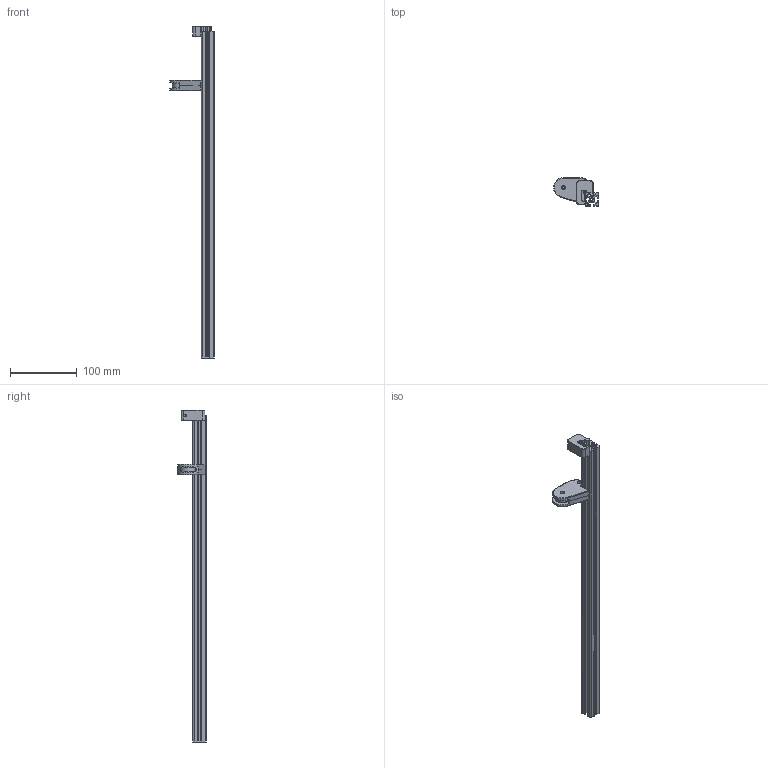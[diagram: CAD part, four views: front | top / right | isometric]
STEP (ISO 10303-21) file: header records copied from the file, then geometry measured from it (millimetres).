
FILE_DESCRIPTION(/* description */ (''),/* implementation_level */ '2;1');
FILE_NAME(/* name */ '2020 Mounted Spool Rollers v1.step',/* time_stamp */ '2024-01-14T19:40:55-07:00',/* author */ (''),/* organization */ (''),/* preprocessor_version */ 'ST-DEVELOPER v20',/* originating_system */ 'Autodesk Translation Framework v12.14.0.127',/* authorisation */ '');
FILE_SCHEMA (('AUTOMOTIVE_DESIGN { 1 0 10303 214 3 1 1 }'));
Length unit declared in the file: millimetre
Products named in the file (6): 2020 Mounted Spool Rollers; 5537T751_T-Slotted Framing; Bearing Clip Left; Bearing Clip Right; Bowden Mount; 2349K744_Permanently Lubricated Ball Bearing (5) (2) (1)
Assembly tree (5 placements, depth 2):
  2020 Mounted Spool Rollers
    5537T751_T-Slotted Framing
    Bearing Clip Left
    Bearing Clip Right
    Bowden Mount
    2349K744_Permanently Lubricated Ball Bearing (5) (2) (1)
Bounding box: 67.26 x 42.51 x 498 mm (x, y, z)
Volume: 129272.9 mm3; surface area: 101592.5 mm2
Topology: 17 solids, 17 shells, 360 faces, 852 edges, 513 vertices
Faces by surface type: cylinder 163, plane 107, torus 44, sphere 17, bspline 15, cone 14
Full cylindrical faces by diameter (mm): 2.7 x2, 3.3 x2, 4.3 x1, 6 x2, 8 x3, 9.036 x1, 11.5 x2, 11.996 x4, 12.346 x2, 12.696 x4, 19.58 x4, 22 x1
Entity records: 10715 total; most frequent: CARTESIAN_POINT 2013, DIRECTION 1963, ORIENTED_EDGE 1664, EDGE_CURVE 832, AXIS2_PLACEMENT_3D 775, VERTEX_POINT 513, LINE 413, VECTOR 413
